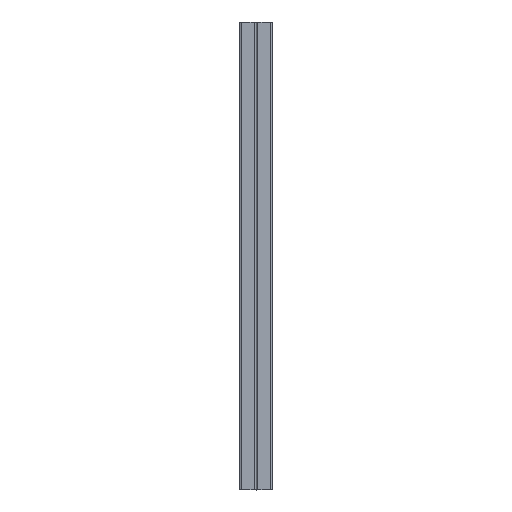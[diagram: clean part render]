
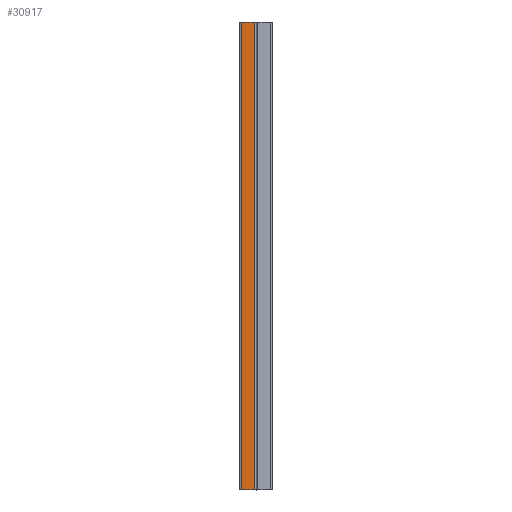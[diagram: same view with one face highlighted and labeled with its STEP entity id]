
A CAD part, left-side view. The second image highlights one B-rep face of the part: STEP entity #30917.
In plain terms, the highlighted planar face has unit normal (-1, 0, 0).
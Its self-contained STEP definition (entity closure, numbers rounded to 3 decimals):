
#431 = CARTESIAN_POINT ( 'NONE',  ( -20.5, 18.75, 0. ) ) ;
#997 = FACE_OUTER_BOUND ( 'NONE', #6287, .T. ) ;
#1420 = ORIENTED_EDGE ( 'NONE', *, *, #11354, .F. ) ;
#2306 = VECTOR ( 'NONE', #28394, 1000. ) ;
#4439 = EDGE_CURVE ( 'NONE', #30464, #11758, #26648, .T. ) ;
#6267 = AXIS2_PLACEMENT_3D ( 'NONE', #9670, #22442, #32973 ) ;
#6287 = EDGE_LOOP ( 'NONE', ( #34023, #1420, #19703, #32241 ) ) ;
#9670 = CARTESIAN_POINT ( 'NONE',  ( -20.5, 0., -300. ) ) ;
#9944 = CARTESIAN_POINT ( 'NONE',  ( -20.5, 2.25, 0. ) ) ;
#10051 = DIRECTION ( 'NONE',  ( 0., 1., 0. ) ) ;
#10235 = LINE ( 'NONE', #15695, #11044 ) ;
#11044 = VECTOR ( 'NONE', #28632, 1000. ) ;
#11354 = EDGE_CURVE ( 'NONE', #25396, #27371, #10235, .T. ) ;
#11758 = VERTEX_POINT ( 'NONE', #9944 ) ;
#11968 = EDGE_CURVE ( 'NONE', #11758, #27371, #20960, .T. ) ;
#12312 = DIRECTION ( 'NONE',  ( 0., 1., 0. ) ) ;
#14437 = VECTOR ( 'NONE', #12312, 1000. ) ;
#15695 = CARTESIAN_POINT ( 'NONE',  ( -20.5, 18.75, -300. ) ) ;
#17776 = CARTESIAN_POINT ( 'NONE',  ( -20.5, 2.25, -300. ) ) ;
#19703 = ORIENTED_EDGE ( 'NONE', *, *, #33112, .F. ) ;
#20960 = LINE ( 'NONE', #26276, #28402 ) ;
#22442 = DIRECTION ( 'NONE',  ( 1., 0., 0. ) ) ;
#25396 = VERTEX_POINT ( 'NONE', #33153 ) ;
#25556 = CARTESIAN_POINT ( 'NONE',  ( -20.5, 0., -600. ) ) ;
#26276 = CARTESIAN_POINT ( 'NONE',  ( -20.5, 0., 0. ) ) ;
#26648 = LINE ( 'NONE', #17776, #2306 ) ;
#27371 = VERTEX_POINT ( 'NONE', #431 ) ;
#27871 = PLANE ( 'NONE',  #6267 ) ;
#28394 = DIRECTION ( 'NONE',  ( 0., 0., 1. ) ) ;
#28402 = VECTOR ( 'NONE', #10051, 1000. ) ;
#28632 = DIRECTION ( 'NONE',  ( 0., 0., 1. ) ) ;
#30464 = VERTEX_POINT ( 'NONE', #33813 ) ;
#30917 = ADVANCED_FACE ( 'NONE', ( #997 ), #27871, .F. ) ;
#30987 = LINE ( 'NONE', #25556, #14437 ) ;
#32241 = ORIENTED_EDGE ( 'NONE', *, *, #4439, .T. ) ;
#32973 = DIRECTION ( 'NONE',  ( 0., 0., -1. ) ) ;
#33112 = EDGE_CURVE ( 'NONE', #30464, #25396, #30987, .T. ) ;
#33153 = CARTESIAN_POINT ( 'NONE',  ( -20.5, 18.75, -600. ) ) ;
#33813 = CARTESIAN_POINT ( 'NONE',  ( -20.5, 2.25, -600. ) ) ;
#34023 = ORIENTED_EDGE ( 'NONE', *, *, #11968, .T. ) ;
